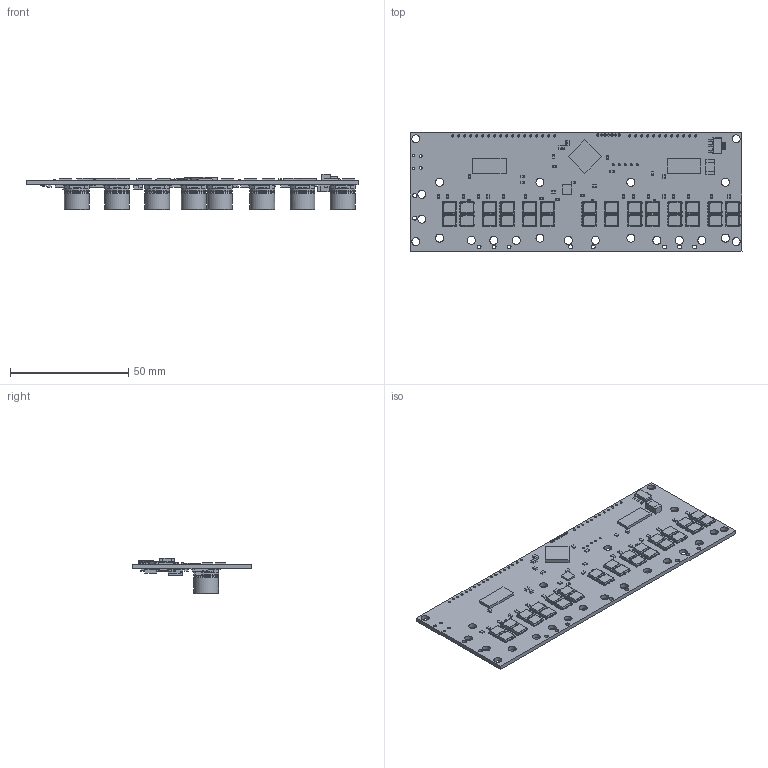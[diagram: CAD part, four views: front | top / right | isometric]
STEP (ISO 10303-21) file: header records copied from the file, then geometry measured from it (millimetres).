
FILE_DESCRIPTION(('Open CASCADE Model'),'2;1');
FILE_NAME('Open CASCADE Shape Model','2017-06-02T12:48:17',('Author'),( 'Open CASCADE'),'Open CASCADE STEP processor 6.8','Open CASCADE 6.8' ,'Unknown');
FILE_SCHEMA(('AUTOMOTIVE_DESIGN { 1 0 10303 214 1 1 1 1 }'));
Length unit declared in the file: millimetre
Products named in the file (241): PCB; Board; U8; SOT23-5; C65; 1097172640; Extruded; 1097172504; TP4; 1067852656; Cylinder; TP10; TP9; TP8; TP7; TP6; TP5; R57; 1097174544; 1097174680; C64; 1097172912; 1097172776; R49; RES_0402_(1005_metric); R31; R12; R47; RES_0603_(1608_metric); R44; R29; R26; C54; C53; C39; C38; R4; R2; U1; 1097172232 ...
Assembly tree (516 placements, depth 6):
  PCB
    Board
    U8
      SOT23-5
    C65
      1097172640
        Extruded
      1097172504  x2
        Extruded
    TP4
      1067852656
        Cylinder
    TP10
      1067852656
        Cylinder
    TP9
      1067852656
        Cylinder
    TP8
      1067852656
        Cylinder
    TP7
      1067852656
        Cylinder
    TP6
      1067852656
        Cylinder
    TP5
      1067852656
        Cylinder
    R57
      1097174544
        Extruded
      1097174680  x2
        Extruded
    C64
      1097172912
        Extruded
      1097172776  x2
        Extruded
    R49
      RES_0402_(1005_metric)
    R31
      RES_0402_(1005_metric)
    R12
      RES_0402_(1005_metric)
    R47
      RES_0603_(1608_metric)
    R44
      RES_0603_(1608_metric)
    R29
      RES_0603_(1608_metric)
    R26
      RES_0603_(1608_metric)
    C54
      1097172776  x2
        Extruded
      1097172912
        Extruded
    C53
Bounding box: 140.5 x 50 x 15 mm (x, y, z)
Volume: 20358.7 mm3; surface area: 28322.2 mm2
Topology: 609 solids, 609 shells, 6813 faces, 16182 edges, 10628 vertices
Faces by surface type: plane 6462, cylinder 301, torus 48, sphere 2
Full cylindrical faces by diameter (mm): 0.9 x35, 0.914 x7, 1.2 x4, 1.312 x32, 1.524 x3, 1.6 x6, 1.7 x4, 3.4 x22, 10.5 x16
Entity records: 47822 total; most frequent: CARTESIAN_POINT 12265, DIRECTION 6251, LINE 3349, VECTOR 3349, ORIENTED_EDGE 2762, PCURVE 2762, DEFINITIONAL_REPRESENTATION 2762, EDGE_CURVE 1381
